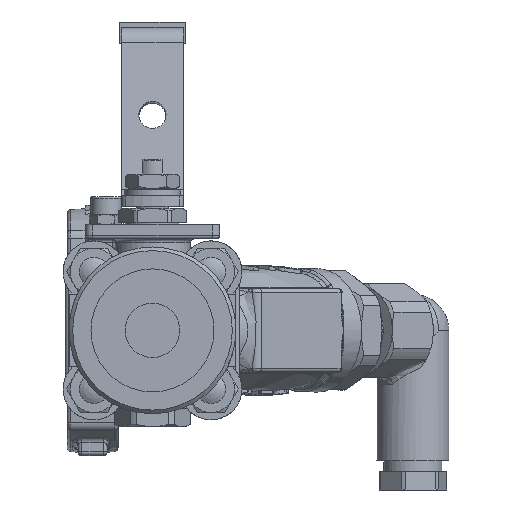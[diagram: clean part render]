
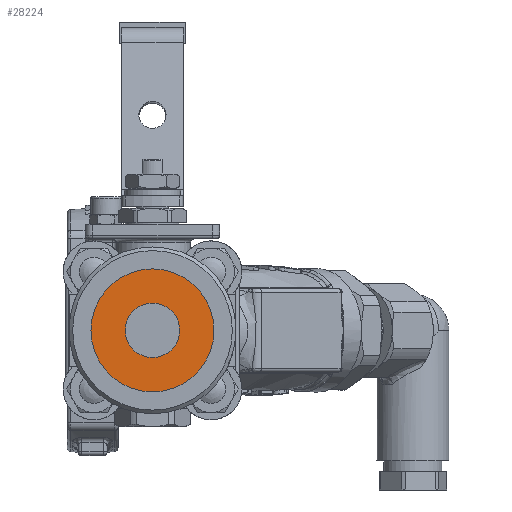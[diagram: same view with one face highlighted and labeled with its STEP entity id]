
A CAD part, left-side view. The second image highlights one B-rep face of the part: STEP entity #28224.
In plain terms, the highlighted planar face has unit normal (-1, 0, 0).
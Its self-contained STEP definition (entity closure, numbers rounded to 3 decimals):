
#2757=FACE_BOUND('',#5578,.T.);
#2956=PLANE('',#30249);
#3764=FACE_OUTER_BOUND('',#5577,.T.);
#5577=EDGE_LOOP('',(#19623));
#5578=EDGE_LOOP('',(#19624));
#10277=CIRCLE('',#30137,7.5);
#10342=CIRCLE('',#30250,16.95);
#11785=VERTEX_POINT('',#41986);
#11850=VERTEX_POINT('',#43070);
#14636=EDGE_CURVE('',#11785,#11785,#10277,.T.);
#14771=EDGE_CURVE('',#11850,#11850,#10342,.T.);
#19623=ORIENTED_EDGE('',*,*,#14771,.F.);
#19624=ORIENTED_EDGE('',*,*,#14636,.F.);
#28224=ADVANCED_FACE('',(#3764,#2757),#2956,.T.);
#30137=AXIS2_PLACEMENT_3D('',#41987,#33812,#33813);
#30249=AXIS2_PLACEMENT_3D('',#43069,#34071,#34072);
#30250=AXIS2_PLACEMENT_3D('',#43071,#34073,#34074);
#33812=DIRECTION('center_axis',(-1.,0.,0.));
#33813=DIRECTION('ref_axis',(0.,-1.,0.));
#34071=DIRECTION('center_axis',(-1.,0.,0.));
#34072=DIRECTION('ref_axis',(0.,-1.,0.));
#34073=DIRECTION('center_axis',(1.,0.,0.));
#34074=DIRECTION('ref_axis',(0.,-1.,0.));
#41986=CARTESIAN_POINT('',(-122.036,26.333,-1.517));
#41987=CARTESIAN_POINT('Origin',(-122.036,18.833,-1.517));
#43069=CARTESIAN_POINT('Origin',(-122.036,18.833,-1.517));
#43070=CARTESIAN_POINT('',(-122.036,35.783,-1.517));
#43071=CARTESIAN_POINT('Origin',(-122.036,18.833,-1.517));
